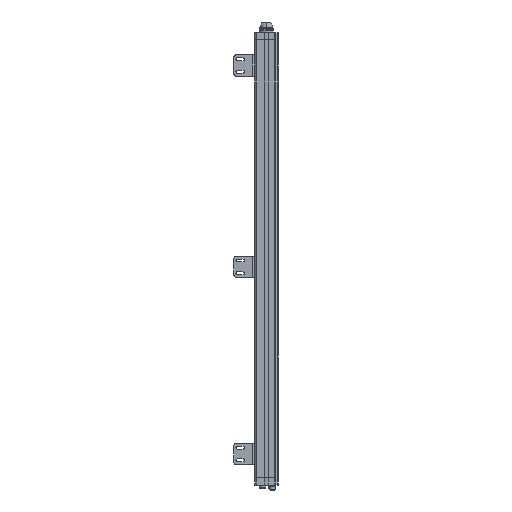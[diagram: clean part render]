
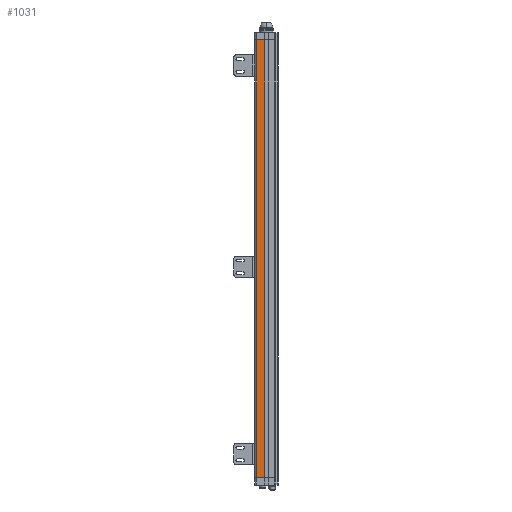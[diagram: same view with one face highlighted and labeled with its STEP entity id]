
A CAD part, front view. The second image highlights one B-rep face of the part: STEP entity #1031.
In plain terms, the highlighted planar face has unit normal (0, -1, 0).
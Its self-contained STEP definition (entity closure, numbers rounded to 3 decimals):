
#1031=ADVANCED_FACE('',(#2620),#2621,.T.);
#2620=FACE_OUTER_BOUND('',#5065,.T.);
#2621=PLANE('',#5066);
#5065=EDGE_LOOP('',(#10125,#10126,#10127,#10128));
#5066=AXIS2_PLACEMENT_3D('',#10129,#10130,#10131);
#10125=ORIENTED_EDGE('',*,*,#17187,.F.);
#10126=ORIENTED_EDGE('',*,*,#17188,.T.);
#10127=ORIENTED_EDGE('',*,*,#17185,.T.);
#10128=ORIENTED_EDGE('',*,*,#17021,.F.);
#10129=CARTESIAN_POINT('',(426.642,876.944,29.));
#10130=DIRECTION('',(0.0,-1.0,0.0));
#10131=DIRECTION('',(0.0,0.0,-1.0));
#17021=EDGE_CURVE('',#20675,#20677,#20678,.T.);
#17185=EDGE_CURVE('',#20936,#20677,#20937,.T.);
#17187=EDGE_CURVE('',#20939,#20675,#20940,.T.);
#17188=EDGE_CURVE('',#20939,#20936,#20941,.T.);
#20675=VERTEX_POINT('',#26214);
#20677=VERTEX_POINT('',#26216);
#20678=LINE('',#26217,#26218);
#20936=VERTEX_POINT('',#26592);
#20937=LINE('',#26593,#26594);
#20939=VERTEX_POINT('',#26596);
#20940=LINE('',#26597,#26598);
#20941=LINE('',#26599,#26600);
#26214=CARTESIAN_POINT('',(426.642,876.944,1067.5));
#26216=CARTESIAN_POINT('',(445.642,876.944,1067.5));
#26217=CARTESIAN_POINT('',(426.642,876.944,1067.5));
#26218=VECTOR('',#32282,1.0);
#26592=CARTESIAN_POINT('',(445.642,876.944,29.));
#26593=CARTESIAN_POINT('',(445.642,876.944,29.));
#26594=VECTOR('',#32540,1.0);
#26596=CARTESIAN_POINT('',(426.642,876.944,29.));
#26597=CARTESIAN_POINT('',(426.642,876.944,29.));
#26598=VECTOR('',#32544,1.0);
#26599=CARTESIAN_POINT('',(426.642,876.944,29.));
#26600=VECTOR('',#32545,1.0);
#32282=DIRECTION('',(1.0,0.,0.0));
#32540=DIRECTION('',(0.0,0.0,1.0));
#32544=DIRECTION('',(0.0,0.0,1.0));
#32545=DIRECTION('',(1.0,0.0,0.0));
